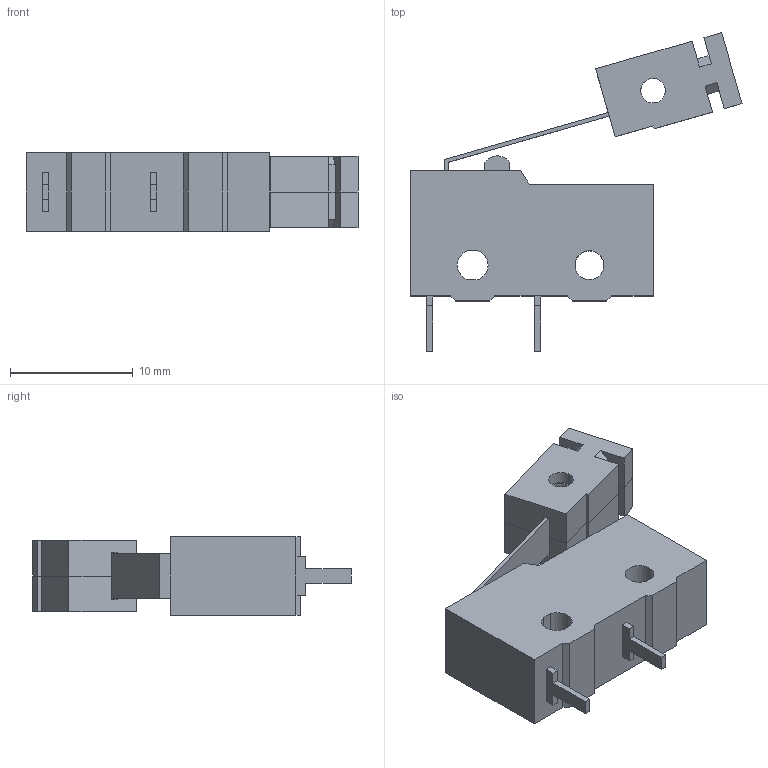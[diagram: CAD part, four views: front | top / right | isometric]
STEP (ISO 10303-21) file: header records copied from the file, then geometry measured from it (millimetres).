
FILE_DESCRIPTION(/* description */ ('STEP AP242','CAx-IF Rec.Pracs.---Representation and Presentation of Product Manufacturing Information (PMI)---4.0---2014-10-13'),/* implementation_level */ '2;1');
FILE_NAME(/* name */ 'ss-10gl13-3d v2.step',/* time_stamp */ '2025-02-27T21:17:08Z',/* author */ (''),/* organization */ (''),/* preprocessor_version */ 'ST-DEVELOPER v20',/* originating_system */ 'Autodesk Translation Framework v13.20.0.188',/* authorisation */ '');
FILE_SCHEMA (('AP242_MANAGED_MODEL_BASED_3D_ENGINEERING_MIM_LF { 1 0 10303 442 1 1 4 }'));
Length unit declared in the file: millimetre
Products named in the file (1): ss-10gl13-3d
Bounding box: 27.01 x 25.92 x 6.4 mm (x, y, z)
Volume: 1526.7 mm3; surface area: 1587 mm2
Topology: 3 solids, 3 shells, 103 faces, 279 edges, 186 vertices
Faces by surface type: plane 93, cylinder 10
Full cylindrical faces by diameter (mm): 2 x2, 2.35 x1
Entity records: 3316 total; most frequent: CARTESIAN_POINT 569, ORIENTED_EDGE 558, DIRECTION 507, EDGE_CURVE 279, LINE 259, VECTOR 259, VERTEX_POINT 186, AXIS2_PLACEMENT_3D 124
